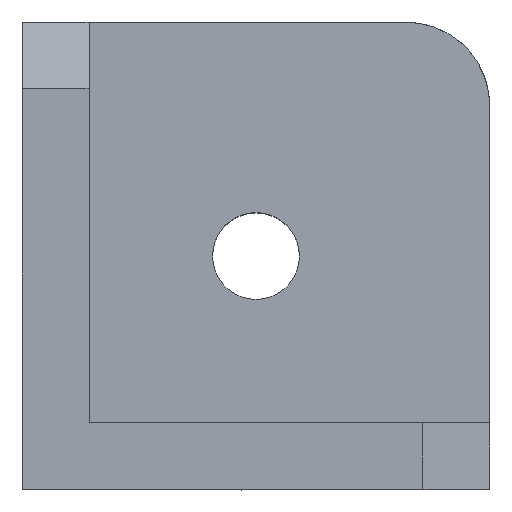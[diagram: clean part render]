
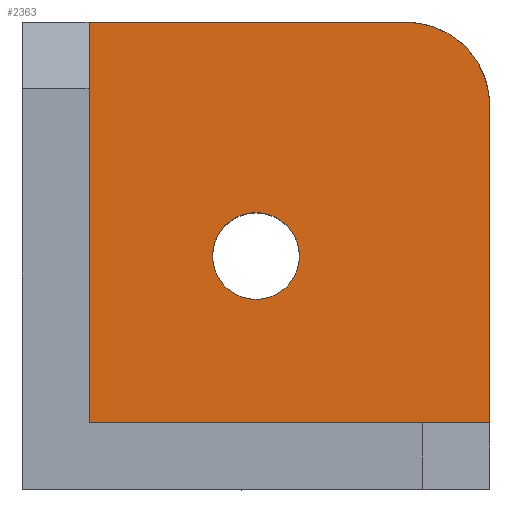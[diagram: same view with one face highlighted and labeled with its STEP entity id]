
A CAD part, top view. The second image highlights one B-rep face of the part: STEP entity #2363.
In plain terms, the highlighted planar face has unit normal (0, 0, 1).
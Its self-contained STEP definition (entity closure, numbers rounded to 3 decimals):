
#16=FACE_BOUND('',#397,.T.);
#152=PLANE('',#2580);
#273=FACE_OUTER_BOUND('',#396,.T.);
#396=EDGE_LOOP('',(#2195,#2196,#2197,#2198,#2199));
#397=EDGE_LOOP('',(#2200));
#470=LINE('',#3219,#652);
#630=LINE('',#4255,#812);
#639=LINE('',#4273,#821);
#640=LINE('',#4275,#822);
#652=VECTOR('',#2601,10.);
#812=VECTOR('',#3143,10.);
#821=VECTOR('',#3158,10.);
#822=VECTOR('',#3161,10.);
#828=CIRCLE('',#2384,5.);
#909=CIRCLE('',#2581,2.6);
#910=VERTEX_POINT('',#3181);
#911=VERTEX_POINT('',#3182);
#918=VERTEX_POINT('',#3217);
#1141=VERTEX_POINT('',#4253);
#1147=VERTEX_POINT('',#4271);
#1148=VERTEX_POINT('',#4276);
#1150=EDGE_CURVE('',#910,#911,#828,.T.);
#1159=EDGE_CURVE('',#910,#918,#470,.T.);
#1493=EDGE_CURVE('',#918,#1141,#630,.T.);
#1502=EDGE_CURVE('',#1141,#1147,#639,.T.);
#1503=EDGE_CURVE('',#1147,#911,#640,.T.);
#1504=EDGE_CURVE('',#1148,#1148,#909,.T.);
#2195=ORIENTED_EDGE('',*,*,#1150,.F.);
#2196=ORIENTED_EDGE('',*,*,#1159,.T.);
#2197=ORIENTED_EDGE('',*,*,#1493,.T.);
#2198=ORIENTED_EDGE('',*,*,#1502,.T.);
#2199=ORIENTED_EDGE('',*,*,#1503,.T.);
#2200=ORIENTED_EDGE('',*,*,#1504,.T.);
#2363=ADVANCED_FACE('',(#273,#16),#152,.T.);
#2384=AXIS2_PLACEMENT_3D('',#3183,#2591,#2592);
#2580=AXIS2_PLACEMENT_3D('',#4274,#3159,#3160);
#2581=AXIS2_PLACEMENT_3D('',#4277,#3162,#3163);
#2591=DIRECTION('center_axis',(0.,0.,-1.));
#2592=DIRECTION('ref_axis',(0.707,0.707,0.));
#2601=DIRECTION('',(-1.,0.,0.));
#3143=DIRECTION('',(0.,-1.,0.));
#3158=DIRECTION('',(1.,0.,0.));
#3159=DIRECTION('center_axis',(0.,0.,1.));
#3160=DIRECTION('ref_axis',(-1.,0.,0.));
#3161=DIRECTION('',(0.,1.,0.));
#3162=DIRECTION('center_axis',(0.,0.,-1.));
#3163=DIRECTION('ref_axis',(-1.,0.,0.));
#3181=CARTESIAN_POINT('',(19.,39.,27.));
#3182=CARTESIAN_POINT('',(24.,34.,27.));
#3183=CARTESIAN_POINT('Origin',(19.,34.,27.));
#3217=CARTESIAN_POINT('',(0.,39.,27.));
#3219=CARTESIAN_POINT('',(-4.,39.,27.));
#4253=CARTESIAN_POINT('',(0.,15.,27.));
#4255=CARTESIAN_POINT('',(0.,20.,27.));
#4271=CARTESIAN_POINT('',(24.,15.,27.));
#4273=CARTESIAN_POINT('',(17.,15.,27.));
#4274=CARTESIAN_POINT('Origin',(10.,25.,27.));
#4275=CARTESIAN_POINT('',(24.,39.,27.));
#4276=CARTESIAN_POINT('',(12.6,25.,27.));
#4277=CARTESIAN_POINT('Origin',(10.,25.,27.));
